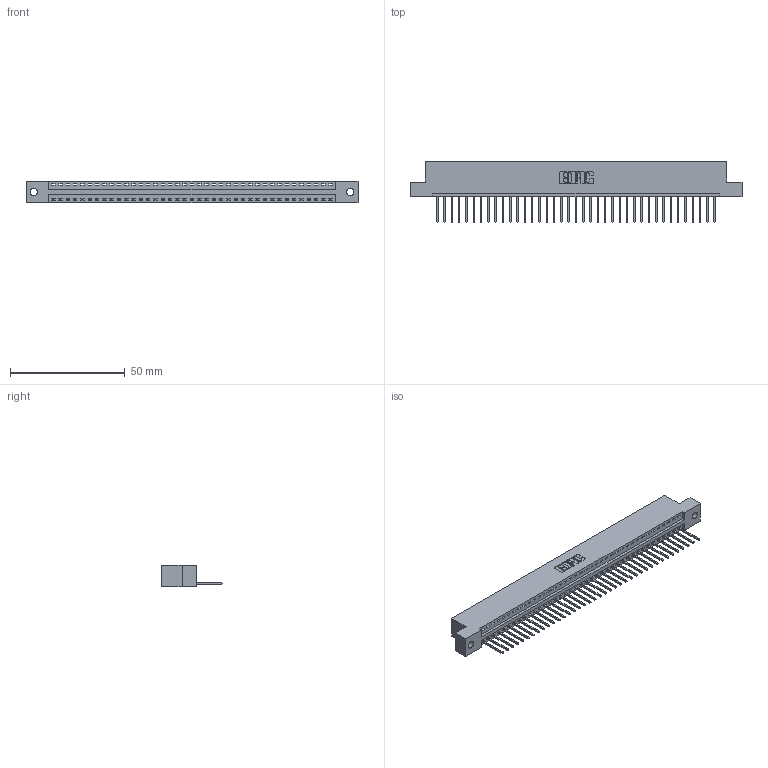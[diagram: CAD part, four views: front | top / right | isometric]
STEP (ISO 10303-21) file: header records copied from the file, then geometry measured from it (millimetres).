
FILE_DESCRIPTION (( 'STEP AP203' ), '1' );
FILE_NAME ('396-039-522-102.STEP', '2018-09-06T10:05:33', ( '' ), ( '' ), 'SwSTEP 2.0', 'SolidWorks 2016', '' );
FILE_SCHEMA (( 'CONFIG_CONTROL_DESIGN' ));
Length unit declared in the file: inch
Products named in the file (3): 346 Part_Flush Mounting Lugs - 0.128 Dia; 345-292-001_345-293-122; 396-039-522-102
Assembly tree (40 placements, depth 2):
  396-039-522-102
    346 Part_Flush Mounting Lugs - 0.128 Dia
    345-292-001_345-293-122  x39
Bounding box: 144.4 x 26.42 x 9.4 mm (x, y, z)
Volume: 13769.7 mm3; surface area: 17050.3 mm2
Topology: 40 solids, 40 shells, 2384 faces, 7193 edges, 4742 vertices
Faces by surface type: plane 1636, cylinder 748
Entity records: 24629 total; most frequent: CARTESIAN_POINT 4229, ORIENTED_EDGE 4202, DIRECTION 3735, EDGE_CURVE 2101, LINE 1813, VECTOR 1813, VERTEX_POINT 1398, AXIS2_PLACEMENT_3D 961
